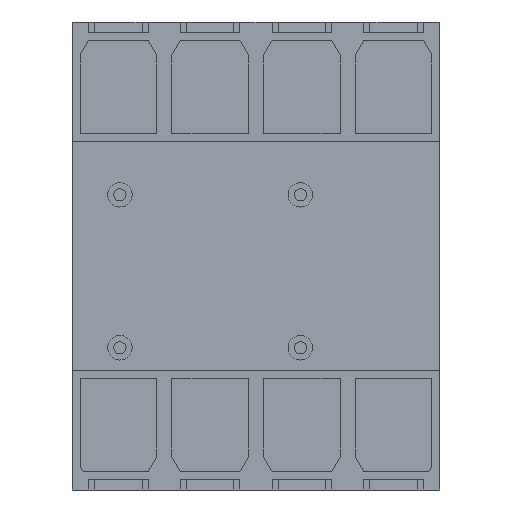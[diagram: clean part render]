
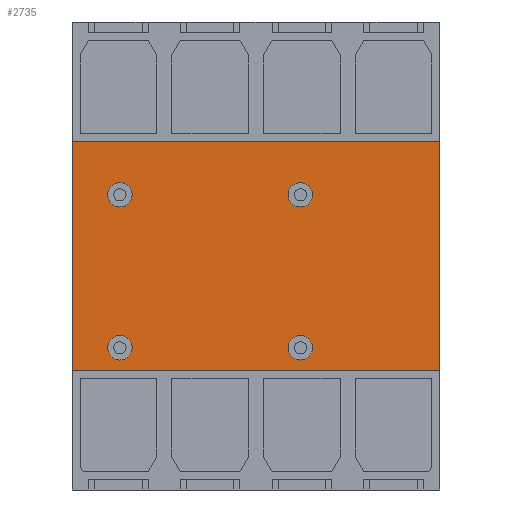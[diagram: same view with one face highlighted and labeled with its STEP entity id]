
A CAD part, front view. The second image highlights one B-rep face of the part: STEP entity #2735.
In plain terms, the highlighted planar face has unit normal (0, -1, 0).
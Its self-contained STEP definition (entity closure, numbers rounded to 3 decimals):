
#2655=AXIS2_PLACEMENT_3D('Plane Axis2P3D',#2652,#2653,#2654) ;
#2665=AXIS2_PLACEMENT_3D('Circle Axis2P3D',#2663,#2664,$) ;
#2674=AXIS2_PLACEMENT_3D('Circle Axis2P3D',#2672,#2673,$) ;
#2683=AXIS2_PLACEMENT_3D('Circle Axis2P3D',#2681,#2682,$) ;
#2692=AXIS2_PLACEMENT_3D('Circle Axis2P3D',#2690,#2691,$) ;
#2701=AXIS2_PLACEMENT_3D('Circle Axis2P3D',#2699,#2700,$) ;
#2710=AXIS2_PLACEMENT_3D('Circle Axis2P3D',#2708,#2709,$) ;
#2719=AXIS2_PLACEMENT_3D('Circle Axis2P3D',#2717,#2718,$) ;
#2728=AXIS2_PLACEMENT_3D('Circle Axis2P3D',#2726,#2727,$) ;
#2292=CARTESIAN_POINT('Vertex',(75.,1.,37.5)) ;
#2295=CARTESIAN_POINT('Line Origine',(75.,1.,0.)) ;
#2299=CARTESIAN_POINT('Vertex',(75.,1.,-37.5)) ;
#2346=CARTESIAN_POINT('Vertex',(-45.,1.,-37.5)) ;
#2356=CARTESIAN_POINT('Line Origine',(15.,1.,-37.5)) ;
#2392=CARTESIAN_POINT('Line Origine',(-45.,1.,0.)) ;
#2396=CARTESIAN_POINT('Vertex',(-45.,1.,37.5)) ;
#2635=CARTESIAN_POINT('Line Origine',(15.,1.,37.5)) ;
#2652=CARTESIAN_POINT('Axis2P3D Location',(0.,1.,-37.5)) ;
#2663=CARTESIAN_POINT('Axis2P3D Location',(29.5,1.,20.)) ;
#2667=CARTESIAN_POINT('Vertex',(33.5,1.,20.)) ;
#2669=CARTESIAN_POINT('Vertex',(25.5,1.,20.)) ;
#2672=CARTESIAN_POINT('Axis2P3D Location',(29.5,1.,20.)) ;
#2681=CARTESIAN_POINT('Axis2P3D Location',(-29.5,1.,20.)) ;
#2685=CARTESIAN_POINT('Vertex',(-25.5,1.,20.)) ;
#2687=CARTESIAN_POINT('Vertex',(-33.5,1.,20.)) ;
#2690=CARTESIAN_POINT('Axis2P3D Location',(-29.5,1.,20.)) ;
#2699=CARTESIAN_POINT('Axis2P3D Location',(-29.5,1.,-30.)) ;
#2703=CARTESIAN_POINT('Vertex',(-25.5,1.,-30.)) ;
#2705=CARTESIAN_POINT('Vertex',(-33.5,1.,-30.)) ;
#2708=CARTESIAN_POINT('Axis2P3D Location',(-29.5,1.,-30.)) ;
#2717=CARTESIAN_POINT('Axis2P3D Location',(29.5,1.,-30.)) ;
#2721=CARTESIAN_POINT('Vertex',(33.5,1.,-30.)) ;
#2723=CARTESIAN_POINT('Vertex',(25.5,1.,-30.)) ;
#2726=CARTESIAN_POINT('Axis2P3D Location',(29.5,1.,-30.)) ;
#2296=DIRECTION('Vector Direction',(0.,0.,1.)) ;
#2357=DIRECTION('Vector Direction',(-1.,0.,0.)) ;
#2393=DIRECTION('Vector Direction',(0.,0.,1.)) ;
#2636=DIRECTION('Vector Direction',(-1.,0.,0.)) ;
#2653=DIRECTION('Axis2P3D Direction',(0.,-1.,0.)) ;
#2654=DIRECTION('Axis2P3D XDirection',(0.,0.,1.)) ;
#2664=DIRECTION('Axis2P3D Direction',(0.,-1.,0.)) ;
#2673=DIRECTION('Axis2P3D Direction',(0.,-1.,0.)) ;
#2682=DIRECTION('Axis2P3D Direction',(0.,-1.,0.)) ;
#2691=DIRECTION('Axis2P3D Direction',(0.,-1.,0.)) ;
#2700=DIRECTION('Axis2P3D Direction',(0.,-1.,0.)) ;
#2709=DIRECTION('Axis2P3D Direction',(0.,-1.,0.)) ;
#2718=DIRECTION('Axis2P3D Direction',(0.,-1.,0.)) ;
#2727=DIRECTION('Axis2P3D Direction',(0.,-1.,0.)) ;
#2297=VECTOR('Line Direction',#2296,1.) ;
#2358=VECTOR('Line Direction',#2357,1.) ;
#2394=VECTOR('Line Direction',#2393,1.) ;
#2637=VECTOR('Line Direction',#2636,1.) ;
#2658=ORIENTED_EDGE('',*,*,#2398,.T.) ;
#2659=ORIENTED_EDGE('',*,*,#2360,.F.) ;
#2660=ORIENTED_EDGE('',*,*,#2301,.F.) ;
#2661=ORIENTED_EDGE('',*,*,#2639,.T.) ;
#2678=ORIENTED_EDGE('',*,*,#2671,.F.) ;
#2679=ORIENTED_EDGE('',*,*,#2676,.F.) ;
#2696=ORIENTED_EDGE('',*,*,#2689,.F.) ;
#2697=ORIENTED_EDGE('',*,*,#2694,.F.) ;
#2714=ORIENTED_EDGE('',*,*,#2707,.F.) ;
#2715=ORIENTED_EDGE('',*,*,#2712,.F.) ;
#2732=ORIENTED_EDGE('',*,*,#2725,.F.) ;
#2733=ORIENTED_EDGE('',*,*,#2730,.F.) ;
#2680=FACE_BOUND('',#2677,.T.) ;
#2698=FACE_BOUND('',#2695,.T.) ;
#2716=FACE_BOUND('',#2713,.T.) ;
#2734=FACE_BOUND('',#2731,.T.) ;
#2735=ADVANCED_FACE('Interruttore base XT2_4p_Plug-in Fixing 50mm (parte fissa)',(#2662,#2680,#2698,#2716,#2734),#2656,.T.) ;
#2666=CIRCLE('generated circle',#2665,4.) ;
#2675=CIRCLE('generated circle',#2674,4.) ;
#2684=CIRCLE('generated circle',#2683,4.) ;
#2693=CIRCLE('generated circle',#2692,4.) ;
#2702=CIRCLE('generated circle',#2701,4.) ;
#2711=CIRCLE('generated circle',#2710,4.) ;
#2720=CIRCLE('generated circle',#2719,4.) ;
#2729=CIRCLE('generated circle',#2728,4.) ;
#2301=EDGE_CURVE('',#2293,#2300,#2298,.F.) ;
#2360=EDGE_CURVE('',#2300,#2347,#2359,.T.) ;
#2398=EDGE_CURVE('',#2397,#2347,#2395,.F.) ;
#2639=EDGE_CURVE('',#2293,#2397,#2638,.T.) ;
#2671=EDGE_CURVE('',#2668,#2670,#2666,.T.) ;
#2676=EDGE_CURVE('',#2670,#2668,#2675,.T.) ;
#2689=EDGE_CURVE('',#2686,#2688,#2684,.T.) ;
#2694=EDGE_CURVE('',#2688,#2686,#2693,.T.) ;
#2707=EDGE_CURVE('',#2704,#2706,#2702,.T.) ;
#2712=EDGE_CURVE('',#2706,#2704,#2711,.T.) ;
#2725=EDGE_CURVE('',#2722,#2724,#2720,.T.) ;
#2730=EDGE_CURVE('',#2724,#2722,#2729,.T.) ;
#2657=EDGE_LOOP('',(#2658,#2659,#2660,#2661)) ;
#2677=EDGE_LOOP('',(#2678,#2679)) ;
#2695=EDGE_LOOP('',(#2696,#2697)) ;
#2713=EDGE_LOOP('',(#2714,#2715)) ;
#2731=EDGE_LOOP('',(#2732,#2733)) ;
#2662=FACE_OUTER_BOUND('',#2657,.T.) ;
#2298=LINE('Line',#2295,#2297) ;
#2359=LINE('Line',#2356,#2358) ;
#2395=LINE('Line',#2392,#2394) ;
#2638=LINE('Line',#2635,#2637) ;
#2656=PLANE('',#2655) ;
#2293=VERTEX_POINT('',#2292) ;
#2300=VERTEX_POINT('',#2299) ;
#2347=VERTEX_POINT('',#2346) ;
#2397=VERTEX_POINT('',#2396) ;
#2668=VERTEX_POINT('',#2667) ;
#2670=VERTEX_POINT('',#2669) ;
#2686=VERTEX_POINT('',#2685) ;
#2688=VERTEX_POINT('',#2687) ;
#2704=VERTEX_POINT('',#2703) ;
#2706=VERTEX_POINT('',#2705) ;
#2722=VERTEX_POINT('',#2721) ;
#2724=VERTEX_POINT('',#2723) ;
